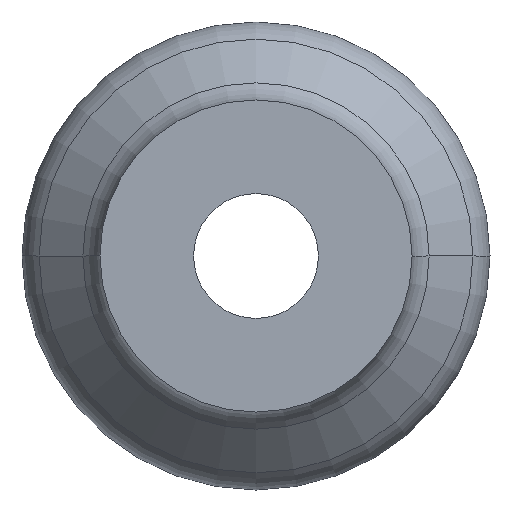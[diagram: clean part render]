
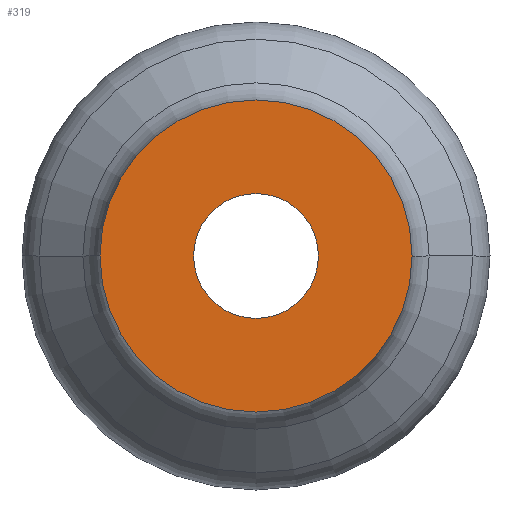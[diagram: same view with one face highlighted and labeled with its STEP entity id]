
A CAD part, front view. The second image highlights one B-rep face of the part: STEP entity #319.
In plain terms, the highlighted planar face has unit normal (0, -1, 0).
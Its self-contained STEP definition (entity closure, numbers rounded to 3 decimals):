
#6 = CIRCLE ( 'NONE', #276, 1.6 ) ;
#8 = DIRECTION ( 'NONE',  ( 0., 1., 0. ) ) ;
#14 = CARTESIAN_POINT ( 'NONE',  ( 0., -16., 0. ) ) ;
#30 = PLANE ( 'NONE',  #195 ) ;
#63 = CARTESIAN_POINT ( 'NONE',  ( 0., -16., 0. ) ) ;
#93 = DIRECTION ( 'NONE',  ( 0., 0., 1. ) ) ;
#106 = CARTESIAN_POINT ( 'NONE',  ( 0., -16., 0. ) ) ;
#112 = ORIENTED_EDGE ( 'NONE', *, *, #435, .F. ) ;
#119 = CARTESIAN_POINT ( 'NONE',  ( 0., -16., 0. ) ) ;
#139 = FACE_BOUND ( 'NONE', #254, .T. ) ;
#145 = EDGE_CURVE ( 'NONE', #494, #444, #365, .T. ) ;
#158 = DIRECTION ( 'NONE',  ( -1., 0., 0. ) ) ;
#186 = DIRECTION ( 'NONE',  ( -1., 0., 0. ) ) ;
#195 = AXIS2_PLACEMENT_3D ( 'NONE', #63, #362, #495 ) ;
#196 = CARTESIAN_POINT ( 'NONE',  ( 0., -16., -1.6 ) ) ;
#212 = AXIS2_PLACEMENT_3D ( 'NONE', #106, #458, #186 ) ;
#215 = ORIENTED_EDGE ( 'NONE', *, *, #297, .T. ) ;
#224 = EDGE_CURVE ( 'NONE', #411, #271, #6, .T. ) ;
#231 = CIRCLE ( 'NONE', #212, 4. ) ;
#254 = EDGE_LOOP ( 'NONE', ( #215, #433 ) ) ;
#255 = FACE_OUTER_BOUND ( 'NONE', #480, .T. ) ;
#257 = CARTESIAN_POINT ( 'NONE',  ( -4., -16., 0. ) ) ;
#271 = VERTEX_POINT ( 'NONE', #448 ) ;
#276 = AXIS2_PLACEMENT_3D ( 'NONE', #308, #8, #93 ) ;
#279 = ORIENTED_EDGE ( 'NONE', *, *, #145, .F. ) ;
#297 = EDGE_CURVE ( 'NONE', #271, #411, #315, .T. ) ;
#303 = DIRECTION ( 'NONE',  ( 0., 1., 0. ) ) ;
#308 = CARTESIAN_POINT ( 'NONE',  ( 0., -16., 0. ) ) ;
#315 = CIRCLE ( 'NONE', #352, 1.6 ) ;
#319 = ADVANCED_FACE ( 'NONE', ( #139, #255 ), #30, .F. ) ;
#322 = CARTESIAN_POINT ( 'NONE',  ( 4., -16., 0. ) ) ;
#352 = AXIS2_PLACEMENT_3D ( 'NONE', #14, #303, #398 ) ;
#362 = DIRECTION ( 'NONE',  ( 0., 1., 0. ) ) ;
#365 = CIRCLE ( 'NONE', #554, 4. ) ;
#398 = DIRECTION ( 'NONE',  ( 0., 0., 1. ) ) ;
#411 = VERTEX_POINT ( 'NONE', #196 ) ;
#433 = ORIENTED_EDGE ( 'NONE', *, *, #224, .T. ) ;
#435 = EDGE_CURVE ( 'NONE', #444, #494, #231, .T. ) ;
#444 = VERTEX_POINT ( 'NONE', #322 ) ;
#448 = CARTESIAN_POINT ( 'NONE',  ( 0., -16., 1.6 ) ) ;
#458 = DIRECTION ( 'NONE',  ( 0., 1., 0. ) ) ;
#480 = EDGE_LOOP ( 'NONE', ( #279, #112 ) ) ;
#494 = VERTEX_POINT ( 'NONE', #257 ) ;
#495 = DIRECTION ( 'NONE',  ( -1., 0., 0. ) ) ;
#552 = DIRECTION ( 'NONE',  ( 0., 1., 0. ) ) ;
#554 = AXIS2_PLACEMENT_3D ( 'NONE', #119, #552, #158 ) ;
